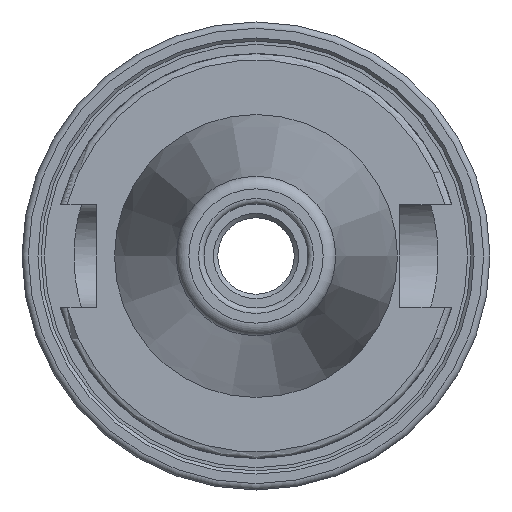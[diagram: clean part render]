
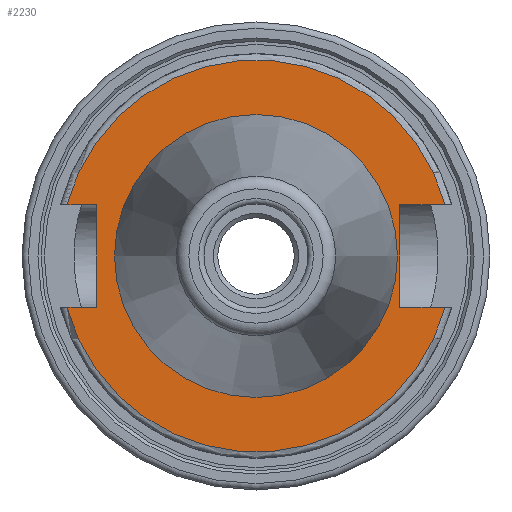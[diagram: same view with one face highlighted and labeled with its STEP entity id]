
A CAD part, left-side view. The second image highlights one B-rep face of the part: STEP entity #2230.
In plain terms, the highlighted planar face has unit normal (-1, 0, 0).
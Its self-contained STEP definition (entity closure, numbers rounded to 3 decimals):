
#22=FACE_BOUND('',#478,.T.);
#130=CIRCLE('',#2364,30.775);
#152=CIRCLE('',#2407,30.775);
#153=CIRCLE('',#2408,22.225);
#154=CIRCLE('',#2409,22.225);
#356=FACE_OUTER_BOUND('',#477,.T.);
#477=EDGE_LOOP('',(#1635,#1636,#1637,#1638,#1639,#1640,#1641,#1642));
#478=EDGE_LOOP('',(#1643,#1644));
#628=LINE('',#3434,#732);
#635=LINE('',#3490,#739);
#642=LINE('',#3545,#746);
#655=LINE('',#3733,#759);
#662=LINE('',#3810,#766);
#667=LINE('',#3861,#771);
#732=VECTOR('',#2672,10.);
#739=VECTOR('',#2683,10.);
#746=VECTOR('',#2692,10.);
#759=VECTOR('',#2767,10.);
#766=VECTOR('',#2776,10.);
#771=VECTOR('',#2787,10.);
#836=VERTEX_POINT('',#3431);
#837=VERTEX_POINT('',#3433);
#848=VERTEX_POINT('',#3488);
#859=VERTEX_POINT('',#3534);
#880=VERTEX_POINT('',#3697);
#889=VERTEX_POINT('',#3730);
#890=VERTEX_POINT('',#3732);
#903=VERTEX_POINT('',#3809);
#909=VERTEX_POINT('',#3892);
#910=VERTEX_POINT('',#3893);
#1088=EDGE_CURVE('',#837,#836,#628,.T.);
#1101=EDGE_CURVE('',#836,#848,#635,.T.);
#1113=EDGE_CURVE('',#848,#859,#642,.T.);
#1144=EDGE_CURVE('',#837,#880,#130,.T.);
#1156=EDGE_CURVE('',#890,#889,#655,.T.);
#1170=EDGE_CURVE('',#889,#903,#662,.T.);
#1179=EDGE_CURVE('',#903,#880,#667,.T.);
#1195=EDGE_CURVE('',#890,#859,#152,.T.);
#1196=EDGE_CURVE('',#909,#910,#153,.T.);
#1197=EDGE_CURVE('',#910,#909,#154,.T.);
#1635=ORIENTED_EDGE('',*,*,#1113,.T.);
#1636=ORIENTED_EDGE('',*,*,#1195,.F.);
#1637=ORIENTED_EDGE('',*,*,#1156,.T.);
#1638=ORIENTED_EDGE('',*,*,#1170,.T.);
#1639=ORIENTED_EDGE('',*,*,#1179,.T.);
#1640=ORIENTED_EDGE('',*,*,#1144,.F.);
#1641=ORIENTED_EDGE('',*,*,#1088,.T.);
#1642=ORIENTED_EDGE('',*,*,#1101,.T.);
#1643=ORIENTED_EDGE('',*,*,#1196,.T.);
#1644=ORIENTED_EDGE('',*,*,#1197,.T.);
#2170=PLANE('',#2406);
#2230=ADVANCED_FACE('',(#356,#22),#2170,.T.);
#2364=AXIS2_PLACEMENT_3D('',#3698,#2742,#2743);
#2406=AXIS2_PLACEMENT_3D('',#3890,#2844,#2845);
#2407=AXIS2_PLACEMENT_3D('',#3891,#2846,#2847);
#2408=AXIS2_PLACEMENT_3D('',#3894,#2848,#2849);
#2409=AXIS2_PLACEMENT_3D('',#3895,#2850,#2851);
#2672=DIRECTION('',(0.,1.,0.));
#2683=DIRECTION('',(0.,0.,1.));
#2692=DIRECTION('',(0.,-1.,0.));
#2742=DIRECTION('center_axis',(1.,0.,0.));
#2743=DIRECTION('ref_axis',(0.,0.,-1.));
#2767=DIRECTION('',(0.,-1.,0.));
#2776=DIRECTION('',(0.,0.,-1.));
#2787=DIRECTION('',(0.,1.,0.));
#2844=DIRECTION('center_axis',(-1.,0.,0.));
#2845=DIRECTION('ref_axis',(0.,0.,1.));
#2846=DIRECTION('center_axis',(1.,0.,0.));
#2847=DIRECTION('ref_axis',(0.,0.,-1.));
#2848=DIRECTION('center_axis',(1.,0.,0.));
#2849=DIRECTION('ref_axis',(0.,0.,-1.));
#2850=DIRECTION('center_axis',(1.,0.,0.));
#2851=DIRECTION('ref_axis',(0.,0.,-1.));
#3431=CARTESIAN_POINT('',(1.,-22.6,-8.065));
#3433=CARTESIAN_POINT('',(1.,-29.699,-8.065));
#3434=CARTESIAN_POINT('',(1.,-0.5,-8.065));
#3488=CARTESIAN_POINT('',(1.,-22.6,8.065));
#3490=CARTESIAN_POINT('',(1.,-22.6,0.));
#3534=CARTESIAN_POINT('',(1.,-29.699,8.065));
#3545=CARTESIAN_POINT('',(1.,-0.5,8.065));
#3697=CARTESIAN_POINT('',(1.,29.699,-8.065));
#3698=CARTESIAN_POINT('Origin',(1.,0.,
0.));
#3730=CARTESIAN_POINT('',(1.,25.,8.065));
#3732=CARTESIAN_POINT('',(1.,29.699,8.065));
#3733=CARTESIAN_POINT('',(1.,31.275,8.065));
#3809=CARTESIAN_POINT('',(1.,25.,-8.065));
#3810=CARTESIAN_POINT('',(1.,25.,0.));
#3861=CARTESIAN_POINT('',(1.,31.275,-8.065));
#3890=CARTESIAN_POINT('Origin',(1.,30.775,0.));
#3891=CARTESIAN_POINT('Origin',(1.,0.,
0.));
#3892=CARTESIAN_POINT('',(1.,22.225,0.));
#3893=CARTESIAN_POINT('',(1.,-22.225,0.));
#3894=CARTESIAN_POINT('Origin',(1.,0.,
0.));
#3895=CARTESIAN_POINT('Origin',(1.,0.,
0.));
